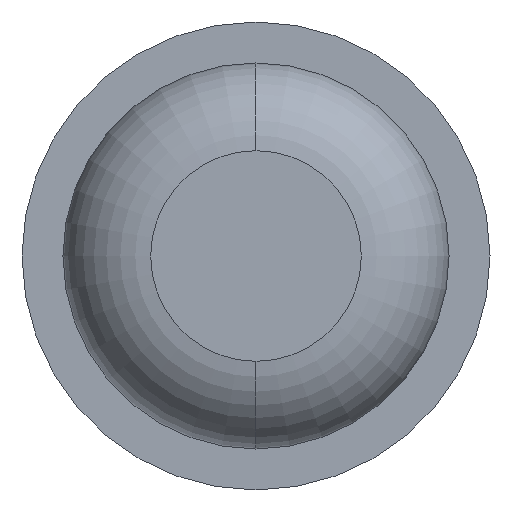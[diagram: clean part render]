
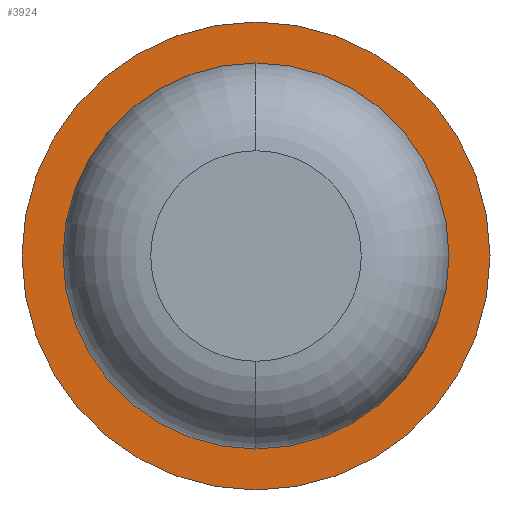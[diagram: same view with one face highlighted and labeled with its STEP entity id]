
A CAD part, front view. The second image highlights one B-rep face of the part: STEP entity #3924.
In plain terms, the highlighted planar face has unit normal (0, -1, 0).
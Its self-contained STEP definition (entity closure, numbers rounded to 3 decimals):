
#23 = AXIS2_PLACEMENT_3D ( 'NONE', #741, #2015, #3040 ) ;
#26 = AXIS2_PLACEMENT_3D ( 'NONE', #172, #3130, #3113 ) ;
#35 = ORIENTED_EDGE ( 'NONE', *, *, #3500, .F. ) ;
#36 = CARTESIAN_POINT ( 'NONE',  ( 0., -9., -0.825 ) ) ;
#68 = CARTESIAN_POINT ( 'NONE',  ( 0., -9., 0.825 ) ) ;
#129 = DIRECTION ( 'NONE',  ( -1., 0., 0. ) ) ;
#150 = DIRECTION ( 'NONE',  ( 0., 1., 0. ) ) ;
#172 = CARTESIAN_POINT ( 'NONE',  ( 0.825, -9., 0. ) ) ;
#340 = VERTEX_POINT ( 'NONE', #4012 ) ;
#582 = EDGE_CURVE ( 'Defeature ausgef�hrt1_4+Defeature ausgef�hrt1_0+Defeature ausgef�hrt1_0+Defeature ausgef�hrt1_0', #929, #611, #3052, .T. ) ;
#611 = VERTEX_POINT ( 'NONE', #68 ) ;
#731 = CIRCLE ( 'NONE', #1697, 1. ) ;
#741 = CARTESIAN_POINT ( 'NONE',  ( 0., -9., 0. ) ) ;
#849 = EDGE_LOOP ( 'NONE', ( #3101, #35 ) ) ;
#855 = DIRECTION ( 'NONE',  ( 0., 1., 0. ) ) ;
#904 = EDGE_LOOP ( 'NONE', ( #3043, #2565 ) ) ;
#929 = VERTEX_POINT ( 'NONE', #36 ) ;
#1128 = VERTEX_POINT ( 'NONE', #1590 ) ;
#1252 = FACE_BOUND ( 'NONE', #904, .T. ) ;
#1376 = CIRCLE ( 'NONE', #2592, 1. ) ;
#1393 = AXIS2_PLACEMENT_3D ( 'NONE', #1739, #3411, #129 ) ;
#1434 = CARTESIAN_POINT ( 'NONE',  ( 0., -9., 0. ) ) ;
#1539 = DIRECTION ( 'NONE',  ( -1., 0., 0. ) ) ;
#1590 = CARTESIAN_POINT ( 'NONE',  ( 1., -9., 0. ) ) ;
#1689 = EDGE_CURVE ( 'Defeature ausgef�hrt1_4+Defeature ausgef�hrt1_0+Defeature ausgef�hrt1_0+Defeature ausgef�hrt1_0', #611, #929, #2162, .T. ) ;
#1697 = AXIS2_PLACEMENT_3D ( 'NONE', #1434, #150, #3421 ) ;
#1739 = CARTESIAN_POINT ( 'NONE',  ( 0., -9., 0. ) ) ;
#2015 = DIRECTION ( 'NONE',  ( 0., 1., 0. ) ) ;
#2148 = PLANE ( 'NONE',  #26 ) ;
#2162 = CIRCLE ( 'NONE', #23, 0.825 ) ;
#2362 = EDGE_CURVE ( 'Defeature ausgef�hrt1_5+Defeature ausgef�hrt1_4+Defeature ausgef�hrt1_4+Defeature ausgef�hrt1_4', #340, #1128, #1376, .T. ) ;
#2565 = ORIENTED_EDGE ( 'NONE', *, *, #582, .T. ) ;
#2592 = AXIS2_PLACEMENT_3D ( 'NONE', #3867, #855, #1539 ) ;
#2892 = FACE_OUTER_BOUND ( 'NONE', #849, .T. ) ;
#3040 = DIRECTION ( 'NONE',  ( -1., 0., 0. ) ) ;
#3043 = ORIENTED_EDGE ( 'NONE', *, *, #1689, .T. ) ;
#3052 = CIRCLE ( 'NONE', #1393, 0.825 ) ;
#3101 = ORIENTED_EDGE ( 'NONE', *, *, #2362, .F. ) ;
#3113 = DIRECTION ( 'NONE',  ( -1., 0., 0. ) ) ;
#3130 = DIRECTION ( 'NONE',  ( 0., 1., 0. ) ) ;
#3411 = DIRECTION ( 'NONE',  ( 0., 1., 0. ) ) ;
#3421 = DIRECTION ( 'NONE',  ( -1., 0., 0. ) ) ;
#3500 = EDGE_CURVE ( 'Defeature ausgef�hrt1_5+Defeature ausgef�hrt1_4+Defeature ausgef�hrt1_4+Defeature ausgef�hrt1_4', #1128, #340, #731, .T. ) ;
#3867 = CARTESIAN_POINT ( 'NONE',  ( 0., -9., 0. ) ) ;
#3924 = ADVANCED_FACE ( 'Defeature ausgef�hrt1_4', ( #2892, #1252 ), #2148, .F. ) ;
#4012 = CARTESIAN_POINT ( 'NONE',  ( -1., -9., 0. ) ) ;
